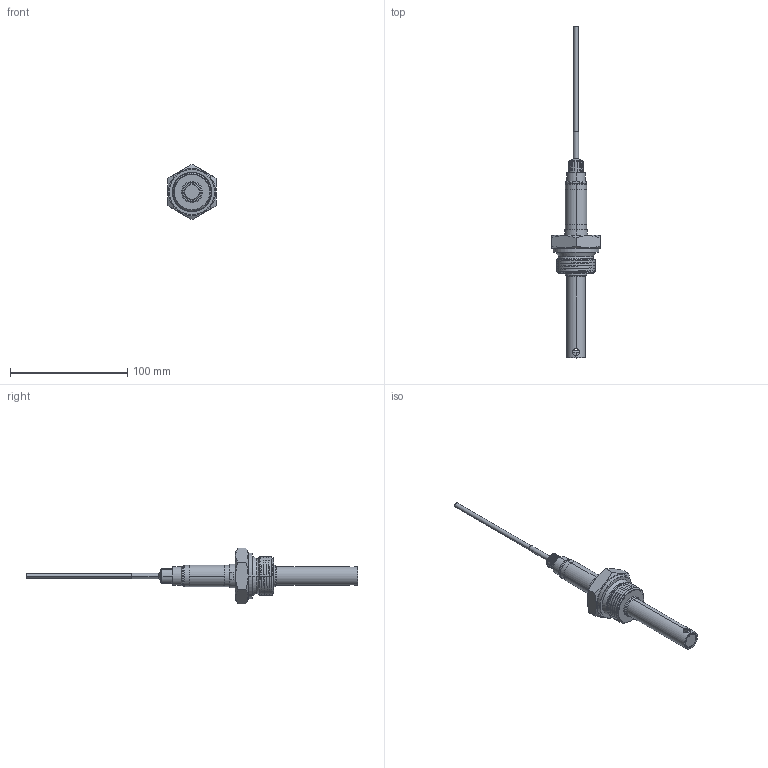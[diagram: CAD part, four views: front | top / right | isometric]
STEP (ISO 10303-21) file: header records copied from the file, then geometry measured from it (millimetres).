
FILE_DESCRIPTION (( 'STEP AP214' ), '1' );
FILE_NAME ('90mm.STEP', '2025-03-25T14:09:57', ( '' ), ( '' ), 'SwSTEP 2.0', 'SolidWorks 2023', '' );
FILE_SCHEMA (( 'AUTOMOTIVE_DESIGN' ));
Length unit declared in the file: millimetre
Products named in the file (10): CLS-1000_Metall_tr03228_1 (002).stp; TR03228_1_GEH_D18_____06931674_2.stp; Boden; TR03228_1_RDSTKV_M12X_06931677_2.stp; TR03228_1_AST_G1_OU___06932795_2.stp; TR03228_1_TYPENSCHILD_06948184_2.stp; PRT0001_______________06947702_2.stp; Kopie von Rohr^90mm; 90mm; TR_03228_1_SCHWEISSNA_06953690_2.stp
Assembly tree (11 placements, depth 3):
  90mm
    CLS-1000_Metall_tr03228_1 (002).stp
      TR03228_1_AST_G1_OU___06932795_2.stp
      TR_03228_1_SCHWEISSNA_06953690_2.stp  x3
      TR03228_1_GEH_D18_____06931674_2.stp
      TR03228_1_RDSTKV_M12X_06931677_2.stp
      PRT0001_______________06947702_2.stp
      TR03228_1_TYPENSCHILD_06948184_2.stp
    Boden
    Kopie von Rohr^90mm
Bounding box: 41 x 283 x 47.34 mm (x, y, z)
Volume: 6435.9 mm3; surface area: 34139.2 mm2
Topology: 7 solids, 16 shells, 277 faces, 687 edges, 443 vertices
Faces by surface type: cylinder 120, plane 78, torus 35, cone 29, bspline 15
Entity records: 14922 total; most frequent: CARTESIAN_POINT 8581, ORIENTED_EDGE 1310, DIRECTION 1159, EDGE_CURVE 667, AXIS2_PLACEMENT_3D 488, VERTEX_POINT 431, EDGE_LOOP 296, FACE_OUTER_BOUND 267
